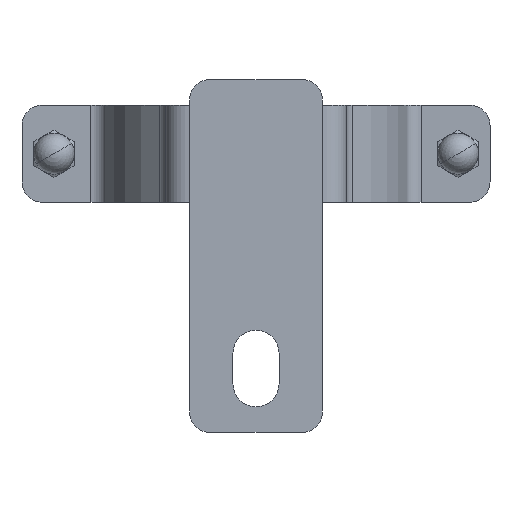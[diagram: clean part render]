
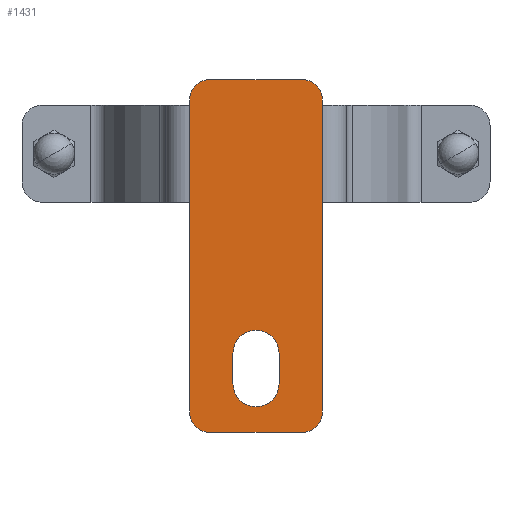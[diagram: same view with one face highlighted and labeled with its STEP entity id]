
A CAD part, front view. The second image highlights one B-rep face of the part: STEP entity #1431.
In plain terms, the highlighted planar face has unit normal (0, -1, 0).
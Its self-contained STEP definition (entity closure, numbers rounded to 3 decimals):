
#219=DIRECTION('',(0.,0.,1.));
#220=VECTOR('',#219,19.);
#221=CARTESIAN_POINT('',(-13.,-34.2,-9.5));
#222=LINE('',#221,#220);
#323=CARTESIAN_POINT('',(9.,-34.2,-50.5));
#324=DIRECTION('',(0.,-1.,0.));
#325=DIRECTION('',(0.,0.,-1.));
#326=AXIS2_PLACEMENT_3D('',#323,#324,#325);
#328=DIRECTION('',(-1.,0.,0.));
#329=VECTOR('',#328,18.);
#330=CARTESIAN_POINT('',(9.,-34.2,-54.5));
#331=LINE('',#330,#329);
#332=CARTESIAN_POINT('',(-9.,-34.2,-50.5));
#333=DIRECTION('',(0.,-1.,0.));
#334=DIRECTION('',(-1.,0.,0.));
#335=AXIS2_PLACEMENT_3D('',#332,#333,#334);
#337=DIRECTION('',(0.,0.,1.));
#338=VECTOR('',#337,41.);
#339=CARTESIAN_POINT('',(-13.,-34.2,-50.5));
#340=LINE('',#339,#338);
#341=DIRECTION('',(0.,0.,1.));
#342=VECTOR('',#341,1.);
#343=CARTESIAN_POINT('',(-13.,-34.2,9.5));
#344=LINE('',#343,#342);
#345=CARTESIAN_POINT('',(-9.,-34.2,10.5));
#346=DIRECTION('',(0.,-1.,0.));
#347=DIRECTION('',(0.,0.,1.));
#348=AXIS2_PLACEMENT_3D('',#345,#346,#347);
#350=DIRECTION('',(1.,0.,0.));
#351=VECTOR('',#350,18.);
#352=CARTESIAN_POINT('',(-9.,-34.2,14.5));
#353=LINE('',#352,#351);
#354=CARTESIAN_POINT('',(9.,-34.2,10.5));
#355=DIRECTION('',(0.,-1.,0.));
#356=DIRECTION('',(1.,0.,0.));
#357=AXIS2_PLACEMENT_3D('',#354,#355,#356);
#359=DIRECTION('',(0.,0.,-1.));
#360=VECTOR('',#359,1.);
#361=CARTESIAN_POINT('',(13.,-34.2,10.5));
#362=LINE('',#361,#360);
#363=DIRECTION('',(0.,0.,1.));
#364=VECTOR('',#363,19.);
#365=CARTESIAN_POINT('',(13.,-34.2,-9.5));
#366=LINE('',#365,#364);
#367=DIRECTION('',(0.,0.,-1.));
#368=VECTOR('',#367,41.);
#369=CARTESIAN_POINT('',(13.,-34.2,-9.5));
#370=LINE('',#369,#368);
#371=CARTESIAN_POINT('',(0.,-34.2,-45.));
#372=DIRECTION('',(0.,1.,0.));
#373=DIRECTION('',(1.,0.,0.));
#374=AXIS2_PLACEMENT_3D('',#371,#372,#373);
#376=DIRECTION('',(0.,0.,1.));
#377=VECTOR('',#376,6.);
#378=CARTESIAN_POINT('',(4.5,-34.2,-45.));
#379=LINE('',#378,#377);
#380=CARTESIAN_POINT('',(0.,-34.2,-39.));
#381=DIRECTION('',(0.,1.,0.));
#382=DIRECTION('',(-1.,0.,0.));
#383=AXIS2_PLACEMENT_3D('',#380,#381,#382);
#385=DIRECTION('',(0.,0.,-1.));
#386=VECTOR('',#385,6.);
#387=CARTESIAN_POINT('',(-4.5,-34.2,-39.));
#388=LINE('',#387,#386);
#791=CARTESIAN_POINT('',(13.,-34.2,-9.5));
#792=VERTEX_POINT('',#791);
#793=CARTESIAN_POINT('',(-13.,-34.2,-9.5));
#795=VERTEX_POINT('',#793);
#815=CARTESIAN_POINT('',(13.,-34.2,9.5));
#816=VERTEX_POINT('',#815);
#817=CARTESIAN_POINT('',(-13.,-34.2,9.5));
#819=VERTEX_POINT('',#817);
#885=CARTESIAN_POINT('',(4.5,-34.2,-45.));
#886=CARTESIAN_POINT('',(-4.5,-34.2,-45.));
#887=VERTEX_POINT('',#885);
#888=VERTEX_POINT('',#886);
#889=CARTESIAN_POINT('',(4.5,-34.2,-39.));
#890=VERTEX_POINT('',#889);
#891=CARTESIAN_POINT('',(-4.5,-34.2,-39.));
#892=VERTEX_POINT('',#891);
#897=CARTESIAN_POINT('',(9.,-34.2,-54.5));
#898=VERTEX_POINT('',#897);
#899=CARTESIAN_POINT('',(13.,-34.2,-50.5));
#900=VERTEX_POINT('',#899);
#905=CARTESIAN_POINT('',(-13.,-34.2,-50.5));
#906=VERTEX_POINT('',#905);
#907=CARTESIAN_POINT('',(-9.,-34.2,-54.5));
#908=VERTEX_POINT('',#907);
#913=CARTESIAN_POINT('',(-9.,-34.2,14.5));
#914=VERTEX_POINT('',#913);
#915=CARTESIAN_POINT('',(-13.,-34.2,10.5));
#916=VERTEX_POINT('',#915);
#921=CARTESIAN_POINT('',(13.,-34.2,10.5));
#922=VERTEX_POINT('',#921);
#923=CARTESIAN_POINT('',(9.,-34.2,14.5));
#924=VERTEX_POINT('',#923);
#1395=CARTESIAN_POINT('',(13.,-34.2,-9.5));
#1396=DIRECTION('',(0.,1.,0.));
#1397=DIRECTION('',(-1.,0.,0.));
#1398=AXIS2_PLACEMENT_3D('',#1395,#1396,#1397);
#1399=PLANE('',#1398);
#1400=ORIENTED_EDGE('',*,*,#1347,.F.);
#1401=ORIENTED_EDGE('',*,*,#1363,.T.);
#1402=ORIENTED_EDGE('',*,*,#1376,.F.);
#1403=ORIENTED_EDGE('',*,*,#1390,.T.);
#1404=ORIENTED_EDGE('',*,*,#1265,.T.);
#1406=ORIENTED_EDGE('',*,*,#1405,.T.);
#1408=ORIENTED_EDGE('',*,*,#1407,.F.);
#1410=ORIENTED_EDGE('',*,*,#1409,.T.);
#1412=ORIENTED_EDGE('',*,*,#1411,.F.);
#1414=ORIENTED_EDGE('',*,*,#1413,.T.);
#1416=ORIENTED_EDGE('',*,*,#1415,.F.);
#1418=ORIENTED_EDGE('',*,*,#1417,.T.);
#1419=EDGE_LOOP('',(#1400,#1401,#1402,#1403,#1404,#1406,#1408,#1410,#1412,#1414,
#1416,#1418));
#1420=FACE_OUTER_BOUND('',#1419,.F.);
#1422=ORIENTED_EDGE('',*,*,#1421,.F.);
#1424=ORIENTED_EDGE('',*,*,#1423,.T.);
#1426=ORIENTED_EDGE('',*,*,#1425,.F.);
#1428=ORIENTED_EDGE('',*,*,#1427,.T.);
#1429=EDGE_LOOP('',(#1422,#1424,#1426,#1428));
#1430=FACE_BOUND('',#1429,.F.);
#1431=ADVANCED_FACE('',(#1420,#1430),#1399,.F.);
#327=CIRCLE('',#326,4.);
#336=CIRCLE('',#335,4.);
#349=CIRCLE('',#348,4.);
#358=CIRCLE('',#357,4.);
#375=CIRCLE('',#374,4.5);
#384=CIRCLE('',#383,4.5);
#1265=EDGE_CURVE('',#795,#819,#222,.T.);
#1347=EDGE_CURVE('',#898,#900,#327,.T.);
#1363=EDGE_CURVE('',#898,#908,#331,.T.);
#1376=EDGE_CURVE('',#906,#908,#336,.T.);
#1390=EDGE_CURVE('',#906,#795,#340,.T.);
#1405=EDGE_CURVE('',#819,#916,#344,.T.);
#1407=EDGE_CURVE('',#914,#916,#349,.T.);
#1409=EDGE_CURVE('',#914,#924,#353,.T.);
#1411=EDGE_CURVE('',#922,#924,#358,.T.);
#1413=EDGE_CURVE('',#922,#816,#362,.T.);
#1415=EDGE_CURVE('',#792,#816,#366,.T.);
#1417=EDGE_CURVE('',#792,#900,#370,.T.);
#1421=EDGE_CURVE('',#887,#888,#375,.T.);
#1423=EDGE_CURVE('',#887,#890,#379,.T.);
#1425=EDGE_CURVE('',#892,#890,#384,.T.);
#1427=EDGE_CURVE('',#892,#888,#388,.T.);
